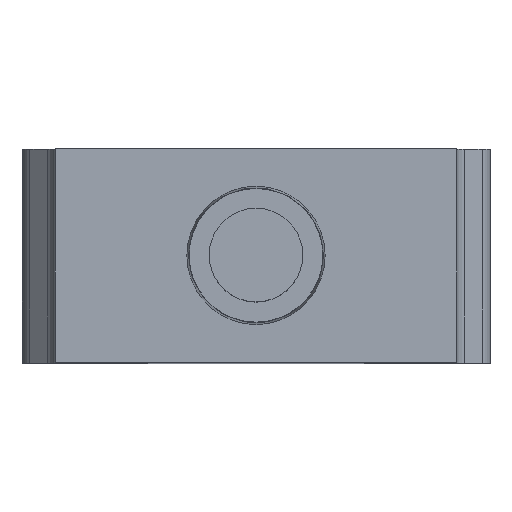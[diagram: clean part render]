
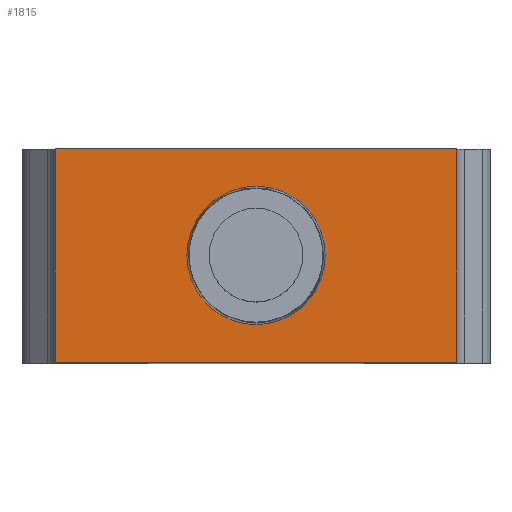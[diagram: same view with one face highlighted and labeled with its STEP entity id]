
A CAD part, top view. The second image highlights one B-rep face of the part: STEP entity #1815.
In plain terms, the highlighted face is planar.
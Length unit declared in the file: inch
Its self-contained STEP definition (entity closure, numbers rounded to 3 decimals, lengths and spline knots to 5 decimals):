
#49 = LINE ( 'NONE', #1482, #718 ) ;
#106 = VERTEX_POINT ( 'NONE', #839 ) ;
#133 = DIRECTION ( 'NONE',  ( -1., 0., 0. ) ) ;
#158 = LINE ( 'NONE', #332, #2075 ) ;
#219 = ORIENTED_EDGE ( 'NONE', *, *, #1570, .F. ) ;
#243 = ORIENTED_EDGE ( 'NONE', *, *, #738, .T. ) ;
#331 = VECTOR ( 'NONE', #378, 39.37008 ) ;
#332 = CARTESIAN_POINT ( 'NONE',  ( -1.27953, 0., -0.62992 ) ) ;
#378 = DIRECTION ( 'NONE',  ( 0., 0., 1. ) ) ;
#402 = AXIS2_PLACEMENT_3D ( 'NONE', #848, #1902, #1406 ) ;
#422 = LINE ( 'NONE', #967, #1170 ) ;
#438 = CARTESIAN_POINT ( 'NONE',  ( -1.1811, 0., 0. ) ) ;
#460 = VERTEX_POINT ( 'NONE', #2254 ) ;
#520 = VERTEX_POINT ( 'NONE', #1240 ) ;
#543 = CARTESIAN_POINT ( 'NONE',  ( -0.38696, 0., -0.31496 ) ) ;
#599 = ORIENTED_EDGE ( 'NONE', *, *, #1207, .T. ) ;
#718 = VECTOR ( 'NONE', #2180, 39.37008 ) ;
#738 = EDGE_CURVE ( 'NONE', #460, #106, #422, .T. ) ;
#776 = CARTESIAN_POINT ( 'NONE',  ( 0., 0., -0.57087 ) ) ;
#839 = CARTESIAN_POINT ( 'NONE',  ( 0., 0., 0. ) ) ;
#848 = CARTESIAN_POINT ( 'NONE',  ( -0.59055, 0., -0.31496 ) ) ;
#967 = CARTESIAN_POINT ( 'NONE',  ( 0., 0., -0.57087 ) ) ;
#976 = DIRECTION ( 'NONE',  ( 0., -1., 0. ) ) ;
#1085 = LINE ( 'NONE', #2004, #331 ) ;
#1170 = VECTOR ( 'NONE', #1991, 39.37008 ) ;
#1181 = EDGE_LOOP ( 'NONE', ( #1837 ) ) ;
#1207 = EDGE_CURVE ( 'NONE', #106, #1675, #49, .T. ) ;
#1217 = ORIENTED_EDGE ( 'NONE', *, *, #1420, .F. ) ;
#1240 = CARTESIAN_POINT ( 'NONE',  ( -1.1811, 0., -0.62992 ) ) ;
#1315 = PLANE ( 'NONE',  #2067 ) ;
#1373 = EDGE_LOOP ( 'NONE', ( #219, #1217, #243, #599 ) ) ;
#1406 = DIRECTION ( 'NONE',  ( 1., 0., 0. ) ) ;
#1420 = EDGE_CURVE ( 'NONE', #460, #520, #158, .T. ) ;
#1482 = CARTESIAN_POINT ( 'NONE',  ( 0., 0., 0. ) ) ;
#1570 = EDGE_CURVE ( 'NONE', #520, #1675, #1085, .T. ) ;
#1675 = VERTEX_POINT ( 'NONE', #438 ) ;
#1687 = DIRECTION ( 'NONE',  ( -1., 0., 0. ) ) ;
#1807 = VERTEX_POINT ( 'NONE', #543 ) ;
#1815 = ADVANCED_FACE ( 'NONE', ( #2252, #2173 ), #1315, .T. ) ;
#1837 = ORIENTED_EDGE ( 'NONE', *, *, #2268, .T. ) ;
#1902 = DIRECTION ( 'NONE',  ( 0., 1., 0. ) ) ;
#1918 = CIRCLE ( 'NONE', #402, 0.20359 ) ;
#1991 = DIRECTION ( 'NONE',  ( 0., 0., 1. ) ) ;
#2004 = CARTESIAN_POINT ( 'NONE',  ( -1.1811, 0., -0.62992 ) ) ;
#2067 = AXIS2_PLACEMENT_3D ( 'NONE', #776, #976, #1687 ) ;
#2075 = VECTOR ( 'NONE', #133, 39.37008 ) ;
#2173 = FACE_OUTER_BOUND ( 'NONE', #1373, .T. ) ;
#2180 = DIRECTION ( 'NONE',  ( -1., 0., 0. ) ) ;
#2252 = FACE_BOUND ( 'NONE', #1181, .T. ) ;
#2254 = CARTESIAN_POINT ( 'NONE',  ( 0., 0., -0.62992 ) ) ;
#2268 = EDGE_CURVE ( 'NONE', #1807, #1807, #1918, .T. ) ;
